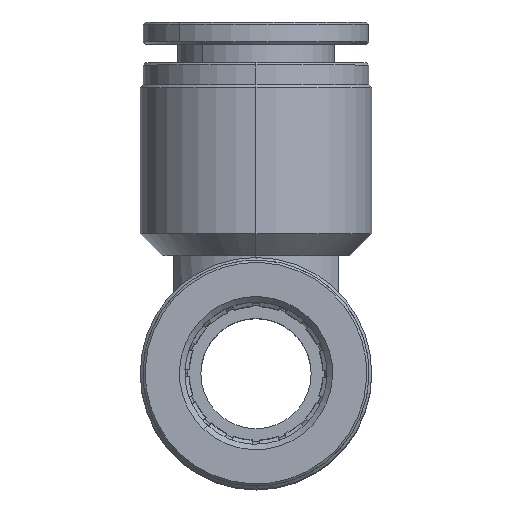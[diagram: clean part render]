
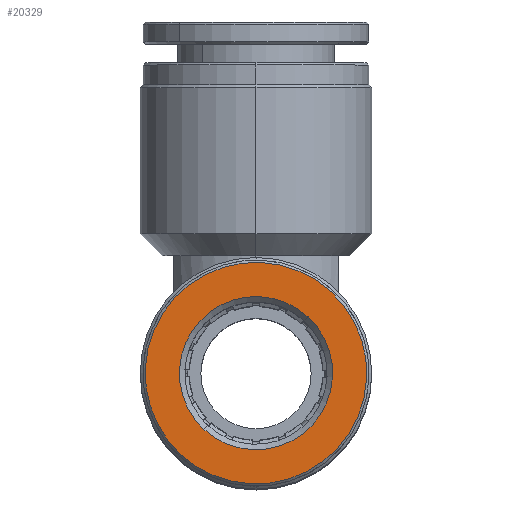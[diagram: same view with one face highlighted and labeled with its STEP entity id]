
A CAD part, top view. The second image highlights one B-rep face of the part: STEP entity #20329.
In plain terms, the highlighted planar face has unit normal (0, 0, 1).
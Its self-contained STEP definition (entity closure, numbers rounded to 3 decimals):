
#3656 = VERTEX_POINT ( 'NONE', #54226 ) ;
#3826 = CIRCLE ( 'NONE', #7840, 6.95 ) ;
#3892 = AXIS2_PLACEMENT_3D ( 'NONE', #35237, #5854, #40166 ) ;
#4823 = ORIENTED_EDGE ( 'NONE', *, *, #15188, .T. ) ;
#4963 = ORIENTED_EDGE ( 'NONE', *, *, #58888, .T. ) ;
#5854 = DIRECTION ( 'NONE',  ( 0., 0., 1. ) ) ;
#7840 = AXIS2_PLACEMENT_3D ( 'NONE', #40839, #11464, #45793 ) ;
#9284 = ORIENTED_EDGE ( 'NONE', *, *, #36695, .T. ) ;
#10679 = FACE_BOUND ( 'NONE', #18429, .T. ) ;
#11464 = DIRECTION ( 'NONE',  ( 0., 0., -1. ) ) ;
#11563 = EDGE_CURVE ( 'NONE', #18854, #30088, #3826, .T. ) ;
#12139 = AXIS2_PLACEMENT_3D ( 'NONE', #54482, #25072, #59411 ) ;
#12765 = DIRECTION ( 'NONE',  ( 0., 0., 1. ) ) ;
#13390 = CARTESIAN_POINT ( 'NONE',  ( -4.725, -5.096, 21.192 ) ) ;
#14170 = PLANE ( 'NONE',  #27451 ) ;
#15188 = EDGE_CURVE ( 'NONE', #3656, #19710, #51696, .T. ) ;
#17538 = AXIS2_PLACEMENT_3D ( 'NONE', #42145, #12765, #47082 ) ;
#18429 = EDGE_LOOP ( 'NONE', ( #4963, #31493 ) ) ;
#18854 = VERTEX_POINT ( 'NONE', #13390 ) ;
#19236 = DIRECTION ( 'NONE',  ( 0., 0., 1. ) ) ;
#19710 = VERTEX_POINT ( 'NONE', #24083 ) ;
#20329 = ADVANCED_FACE ( 'NONE', ( #10679, #22118 ), #14170, .T. ) ;
#22118 = FACE_OUTER_BOUND ( 'NONE', #24552, .T. ) ;
#24083 = CARTESIAN_POINT ( 'NONE',  ( 6.833, 7.37, 21.192 ) ) ;
#24552 = EDGE_LOOP ( 'NONE', ( #4823, #9284 ) ) ;
#25072 = DIRECTION ( 'NONE',  ( 0., 0., -1. ) ) ;
#27451 = AXIS2_PLACEMENT_3D ( 'NONE', #48708, #19236, #53636 ) ;
#30088 = VERTEX_POINT ( 'NONE', #38699 ) ;
#31493 = ORIENTED_EDGE ( 'NONE', *, *, #11563, .T. ) ;
#35237 = CARTESIAN_POINT ( 'NONE',  ( 0., 0., 21.192 ) ) ;
#35283 = CIRCLE ( 'NONE', #12139, 6.95 ) ;
#36695 = EDGE_CURVE ( 'NONE', #19710, #3656, #39771, .T. ) ;
#38699 = CARTESIAN_POINT ( 'NONE',  ( 4.725, 5.096, 21.192 ) ) ;
#39771 = CIRCLE ( 'NONE', #3892, 10.05 ) ;
#40166 = DIRECTION ( 'NONE',  ( -0.68, -0.733, 0. ) ) ;
#40839 = CARTESIAN_POINT ( 'NONE',  ( 0., 0., 21.192 ) ) ;
#42145 = CARTESIAN_POINT ( 'NONE',  ( 0., 0., 21.192 ) ) ;
#45793 = DIRECTION ( 'NONE',  ( 0.68, 0.733, 0. ) ) ;
#47082 = DIRECTION ( 'NONE',  ( -0.68, -0.733, 0. ) ) ;
#48708 = CARTESIAN_POINT ( 'NONE',  ( 0., 0., 21.192 ) ) ;
#51696 = CIRCLE ( 'NONE', #17538, 10.05 ) ;
#53636 = DIRECTION ( 'NONE',  ( 0.68, 0.733, 0. ) ) ;
#54226 = CARTESIAN_POINT ( 'NONE',  ( -6.833, -7.37, 21.192 ) ) ;
#54482 = CARTESIAN_POINT ( 'NONE',  ( 0., 0., 21.192 ) ) ;
#58888 = EDGE_CURVE ( 'NONE', #30088, #18854, #35283, .T. ) ;
#59411 = DIRECTION ( 'NONE',  ( 0.68, 0.733, 0. ) ) ;
